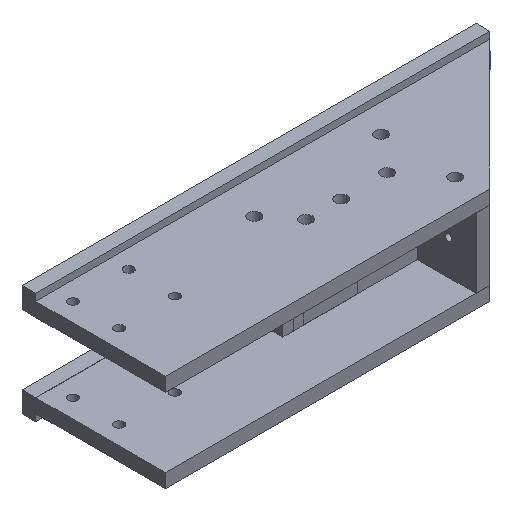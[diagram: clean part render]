
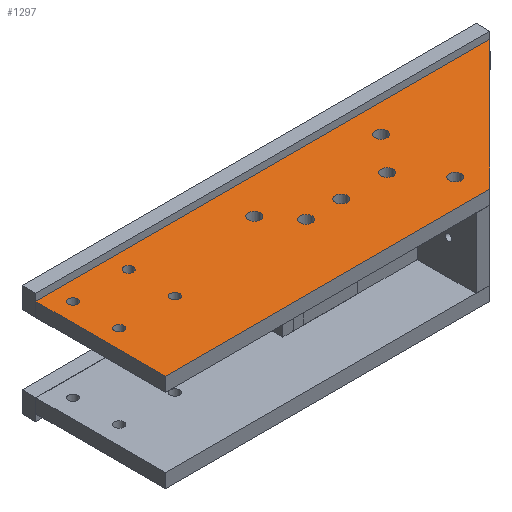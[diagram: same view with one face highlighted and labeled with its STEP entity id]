
A CAD part, isometric view. The second image highlights one B-rep face of the part: STEP entity #1297.
In plain terms, the highlighted face is planar.
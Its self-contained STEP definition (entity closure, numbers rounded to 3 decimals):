
#711=FACE_BOUND('',#1826,.T.);
#712=FACE_BOUND('',#1827,.T.);
#713=FACE_BOUND('',#1828,.T.);
#714=FACE_BOUND('',#1829,.T.);
#715=FACE_BOUND('',#1830,.T.);
#716=FACE_BOUND('',#1831,.T.);
#717=FACE_BOUND('',#1832,.T.);
#718=FACE_BOUND('',#1833,.T.);
#719=FACE_BOUND('',#1834,.T.);
#720=FACE_BOUND('',#1835,.T.);
#721=FACE_BOUND('',#1836,.T.);
#1070=CIRCLE('',#3933,5.);
#1071=CIRCLE('',#3934,5.);
#1072=CIRCLE('',#3935,5.);
#1073=CIRCLE('',#3936,5.);
#1074=CIRCLE('',#3937,6.5);
#1075=CIRCLE('',#3938,6.5);
#1076=CIRCLE('',#3939,6.5);
#1077=CIRCLE('',#3940,6.5);
#1078=CIRCLE('',#3941,6.5);
#1079=CIRCLE('',#3942,6.5);
#1297=ADVANCED_FACE('',(#711,#712,#713,#714,#715,#716,#717,#718,#719,#720,
#721),#1448,.F.);
#1448=PLANE('',#3943);
#1826=EDGE_LOOP('',(#2475));
#1827=EDGE_LOOP('',(#2476));
#1828=EDGE_LOOP('',(#2477));
#1829=EDGE_LOOP('',(#2478));
#1830=EDGE_LOOP('',(#2479));
#1831=EDGE_LOOP('',(#2480));
#1832=EDGE_LOOP('',(#2481));
#1833=EDGE_LOOP('',(#2482));
#1834=EDGE_LOOP('',(#2483));
#1835=EDGE_LOOP('',(#2484));
#1836=EDGE_LOOP('',(#2485,#2486,#2487,#2488));
#2475=ORIENTED_EDGE('',*,*,#3294,.T.);
#2476=ORIENTED_EDGE('',*,*,#3295,.T.);
#2477=ORIENTED_EDGE('',*,*,#3296,.T.);
#2478=ORIENTED_EDGE('',*,*,#3297,.T.);
#2479=ORIENTED_EDGE('',*,*,#3298,.T.);
#2480=ORIENTED_EDGE('',*,*,#3299,.T.);
#2481=ORIENTED_EDGE('',*,*,#3300,.T.);
#2482=ORIENTED_EDGE('',*,*,#3301,.T.);
#2483=ORIENTED_EDGE('',*,*,#3302,.T.);
#2484=ORIENTED_EDGE('',*,*,#3303,.T.);
#2485=ORIENTED_EDGE('',*,*,#3268,.F.);
#2486=ORIENTED_EDGE('',*,*,#3282,.F.);
#2487=ORIENTED_EDGE('',*,*,#3279,.F.);
#2488=ORIENTED_EDGE('',*,*,#3276,.F.);
#2917=VERTEX_POINT('',#5750);
#2918=VERTEX_POINT('',#5751);
#2925=VERTEX_POINT('',#5767);
#2927=VERTEX_POINT('',#5773);
#2939=VERTEX_POINT('',#5803);
#2940=VERTEX_POINT('',#5805);
#2941=VERTEX_POINT('',#5807);
#2942=VERTEX_POINT('',#5809);
#2943=VERTEX_POINT('',#5811);
#2944=VERTEX_POINT('',#5813);
#2945=VERTEX_POINT('',#5815);
#2946=VERTEX_POINT('',#5817);
#2947=VERTEX_POINT('',#5819);
#2948=VERTEX_POINT('',#5821);
#3268=EDGE_CURVE('',#2917,#2918,#3478,.T.);
#3276=EDGE_CURVE('',#2918,#2925,#3482,.T.);
#3279=EDGE_CURVE('',#2925,#2927,#3485,.T.);
#3282=EDGE_CURVE('',#2927,#2917,#3488,.T.);
#3294=EDGE_CURVE('',#2939,#2939,#1070,.T.);
#3295=EDGE_CURVE('',#2940,#2940,#1071,.T.);
#3296=EDGE_CURVE('',#2941,#2941,#1072,.T.);
#3297=EDGE_CURVE('',#2942,#2942,#1073,.T.);
#3298=EDGE_CURVE('',#2943,#2943,#1074,.T.);
#3299=EDGE_CURVE('',#2944,#2944,#1075,.T.);
#3300=EDGE_CURVE('',#2945,#2945,#1076,.T.);
#3301=EDGE_CURVE('',#2946,#2946,#1077,.T.);
#3302=EDGE_CURVE('',#2947,#2947,#1078,.T.);
#3303=EDGE_CURVE('',#2948,#2948,#1079,.T.);
#3478=LINE('',#5749,#3592);
#3482=LINE('',#5766,#3596);
#3485=LINE('',#5772,#3599);
#3488=LINE('',#5778,#3602);
#3592=VECTOR('',#4749,1.);
#3596=VECTOR('',#4763,1.);
#3599=VECTOR('',#4768,1.);
#3602=VECTOR('',#4773,1.);
#3933=AXIS2_PLACEMENT_3D('',#5802,#4799,#4800);
#3934=AXIS2_PLACEMENT_3D('',#5804,#4801,#4802);
#3935=AXIS2_PLACEMENT_3D('',#5806,#4803,#4804);
#3936=AXIS2_PLACEMENT_3D('',#5808,#4805,#4806);
#3937=AXIS2_PLACEMENT_3D('',#5810,#4807,#4808);
#3938=AXIS2_PLACEMENT_3D('',#5812,#4809,#4810);
#3939=AXIS2_PLACEMENT_3D('',#5814,#4811,#4812);
#3940=AXIS2_PLACEMENT_3D('',#5816,#4813,#4814);
#3941=AXIS2_PLACEMENT_3D('',#5818,#4815,#4816);
#3942=AXIS2_PLACEMENT_3D('',#5820,#4817,#4818);
#3943=AXIS2_PLACEMENT_3D('',#5822,#4819,#4820);
#4749=DIRECTION('',(0.,0.,-1.));
#4763=DIRECTION('',(1.,0.,0.));
#4768=DIRECTION('',(-0.707,0.,0.707));
#4773=DIRECTION('',(-1.,0.,0.));
#4799=DIRECTION('',(0.,-1.,0.));
#4800=DIRECTION('',(0.,0.,-1.));
#4801=DIRECTION('',(0.,-1.,0.));
#4802=DIRECTION('',(0.,0.,-1.));
#4803=DIRECTION('',(0.,-1.,0.));
#4804=DIRECTION('',(0.,0.,-1.));
#4805=DIRECTION('',(0.,-1.,0.));
#4806=DIRECTION('',(0.,0.,-1.));
#4807=DIRECTION('',(0.,-1.,0.));
#4808=DIRECTION('',(0.,0.,-1.));
#4809=DIRECTION('',(0.,-1.,0.));
#4810=DIRECTION('',(0.,0.,-1.));
#4811=DIRECTION('',(0.,-1.,0.));
#4812=DIRECTION('',(0.,0.,-1.));
#4813=DIRECTION('',(0.,-1.,0.));
#4814=DIRECTION('',(0.,0.,-1.));
#4815=DIRECTION('',(0.,-1.,0.));
#4816=DIRECTION('',(0.,0.,-1.));
#4817=DIRECTION('',(0.,-1.,0.));
#4818=DIRECTION('',(0.,0.,-1.));
#4819=DIRECTION('',(0.,-1.,0.));
#4820=DIRECTION('',(0.,0.,-1.));
#5749=CARTESIAN_POINT('',(0.,0.,140.));
#5750=CARTESIAN_POINT('',(0.,0.,140.));
#5751=CARTESIAN_POINT('',(0.,0.,0.));
#5766=CARTESIAN_POINT('',(0.,0.,0.));
#5767=CARTESIAN_POINT('',(490.,0.,0.));
#5772=CARTESIAN_POINT('',(490.,0.,0.));
#5773=CARTESIAN_POINT('',(350.,0.,140.));
#5778=CARTESIAN_POINT('',(350.,0.,140.));
#5802=CARTESIAN_POINT('',(80.,0.,70.));
#5803=CARTESIAN_POINT('',(80.,0.,65.));
#5804=CARTESIAN_POINT('',(80.,0.,20.));
#5805=CARTESIAN_POINT('',(80.,0.,15.));
#5806=CARTESIAN_POINT('',(20.,0.,70.));
#5807=CARTESIAN_POINT('',(20.,0.,65.));
#5808=CARTESIAN_POINT('',(20.,0.,20.));
#5809=CARTESIAN_POINT('',(20.,0.,15.));
#5810=CARTESIAN_POINT('',(260.5,0.,69.));
#5811=CARTESIAN_POINT('',(260.5,0.,62.5));
#5812=CARTESIAN_POINT('',(342.5,0.,110.));
#5813=CARTESIAN_POINT('',(342.5,0.,103.5));
#5814=CARTESIAN_POINT('',(342.5,0.,30.));
#5815=CARTESIAN_POINT('',(342.5,0.,23.5));
#5816=CARTESIAN_POINT('',(310.,0.,69.));
#5817=CARTESIAN_POINT('',(310.,0.,62.5));
#5818=CARTESIAN_POINT('',(222.5,0.,69.));
#5819=CARTESIAN_POINT('',(222.5,0.,62.5));
#5820=CARTESIAN_POINT('',(197.5,0.,38.25));
#5821=CARTESIAN_POINT('',(197.5,0.,31.75));
#5822=CARTESIAN_POINT('',(0.,0.,0.));
